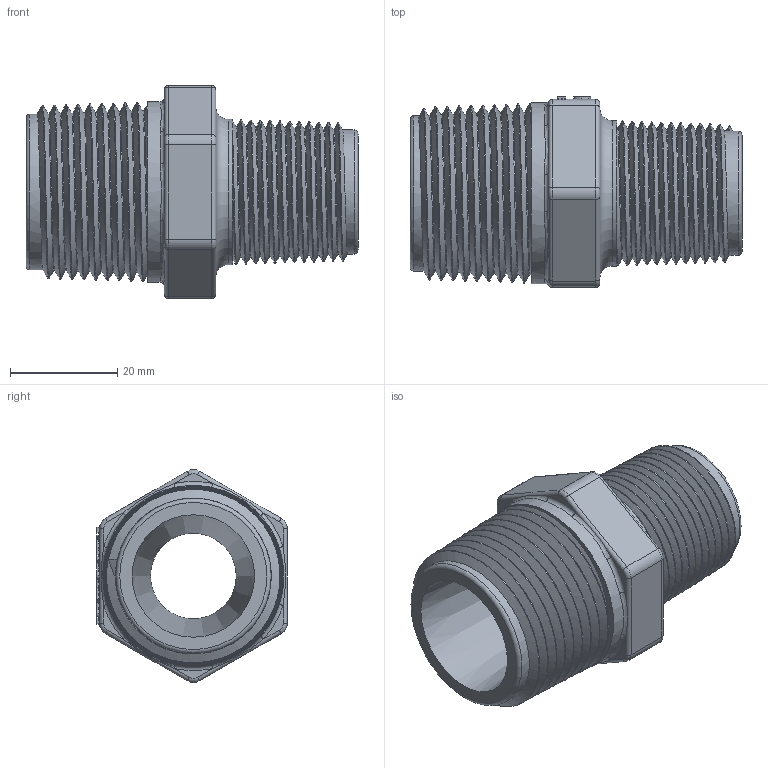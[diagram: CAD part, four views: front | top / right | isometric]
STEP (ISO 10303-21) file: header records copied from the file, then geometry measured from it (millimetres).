
FILE_DESCRIPTION(/* description */ ('1" NPT X 3/4" NPT REDUCER NIPPLE'),/* implementation_level */ '2;1');
FILE_NAME(/* name */ 'RN100-075.stp',/* time_stamp */ '2014-01-13T08:21:31-05:00',/* author */ ('areid'),/* organization */ (''),/* preprocessor_version */ 'ST-DEVELOPER v15.2',/* originating_system */ 'Autodesk Inventor 2014',/* authorisation */ '');
FILE_SCHEMA (('AUTOMOTIVE_DESIGN { 1 0 10303 214 3 1 1 }'));
Length unit declared in the file: inch
Products named in the file (1): RN100-075
Bounding box: 61.98 x 35.56 x 39.77 mm (x, y, z)
Volume: 27793.4 mm3; surface area: 13395.9 mm2
Topology: 1 solids, 1 shells, 353 faces, 921 edges, 599 vertices
Faces by surface type: plane 184, bspline 103, cone 24, torus 21, cylinder 21
Full cylindrical faces by diameter (mm): 16.002 x1, 27.178 x1, 33.782 x1
Entity records: 15379 total; most frequent: CARTESIAN_POINT 7932, ORIENTED_EDGE 1702, DIRECTION 1186, EDGE_CURVE 851, VERTEX_POINT 559, LINE 540, VECTOR 540, EDGE_LOOP 372
